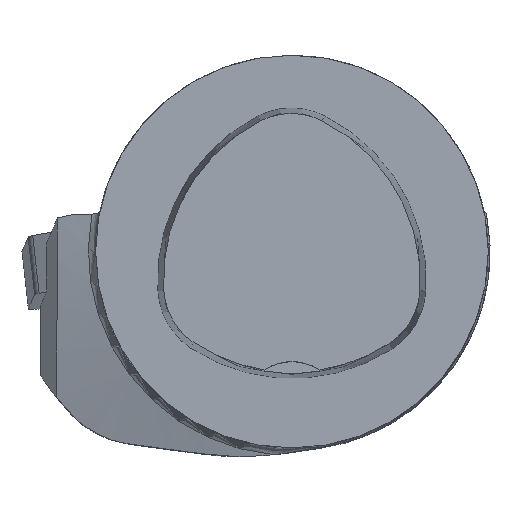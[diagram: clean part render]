
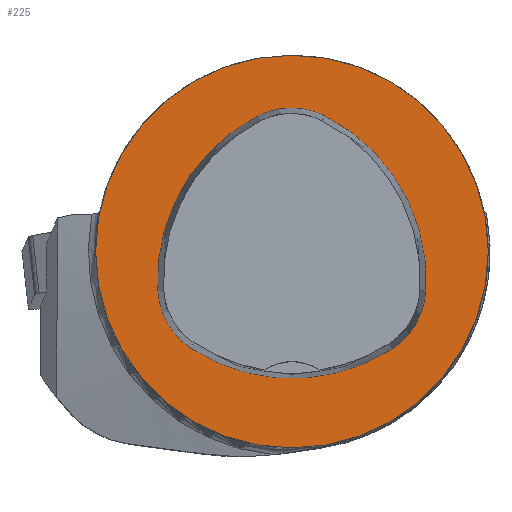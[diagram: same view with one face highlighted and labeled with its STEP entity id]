
A CAD part, top view. The second image highlights one B-rep face of the part: STEP entity #225.
In plain terms, the highlighted planar face has unit normal (0, 0, 1).
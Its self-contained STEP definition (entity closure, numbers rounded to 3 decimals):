
#225=ADVANCED_FACE('',(#454,#455),#270,.T.);
#270=PLANE('',#1298);
#454=FACE_BOUND('',#502,.T.);
#455=FACE_BOUND('',#503,.T.);
#502=EDGE_LOOP('',(#727,#728,#729,#730,#731,#732));
#503=EDGE_LOOP('',(#733));
#727=ORIENTED_EDGE('',*,*,#1064,.T.);
#728=ORIENTED_EDGE('',*,*,#1044,.T.);
#729=ORIENTED_EDGE('',*,*,#1048,.T.);
#730=ORIENTED_EDGE('',*,*,#1051,.T.);
#731=ORIENTED_EDGE('',*,*,#1054,.T.);
#732=ORIENTED_EDGE('',*,*,#1062,.T.);
#733=ORIENTED_EDGE('',*,*,#1035,.F.);
#910=VERTEX_POINT('',#2017);
#919=VERTEX_POINT('',#2036);
#920=VERTEX_POINT('',#2037);
#923=VERTEX_POINT('',#2045);
#925=VERTEX_POINT('',#2051);
#927=VERTEX_POINT('',#2057);
#934=VERTEX_POINT('',#2078);
#1035=EDGE_CURVE('',#910,#910,#1111,.T.);
#1044=EDGE_CURVE('',#919,#920,#1112,.T.);
#1048=EDGE_CURVE('',#920,#923,#1114,.T.);
#1051=EDGE_CURVE('',#923,#925,#1116,.T.);
#1054=EDGE_CURVE('',#925,#927,#1118,.T.);
#1062=EDGE_CURVE('',#927,#934,#1122,.T.);
#1064=EDGE_CURVE('',#934,#919,#1124,.T.);
#1111=CIRCLE('',#1270,16.);
#1112=CIRCLE('',#1276,15.);
#1114=CIRCLE('',#1279,6.);
#1116=CIRCLE('',#1282,15.);
#1118=CIRCLE('',#1285,6.);
#1122=CIRCLE('',#1290,15.);
#1124=CIRCLE('',#1293,6.);
#1270=AXIS2_PLACEMENT_3D('',#2016,#1501,#1502);
#1276=AXIS2_PLACEMENT_3D('',#2035,#1517,#1518);
#1279=AXIS2_PLACEMENT_3D('',#2044,#1525,#1526);
#1282=AXIS2_PLACEMENT_3D('',#2050,#1532,#1533);
#1285=AXIS2_PLACEMENT_3D('',#2056,#1539,#1540);
#1290=AXIS2_PLACEMENT_3D('',#2079,#1551,#1552);
#1293=AXIS2_PLACEMENT_3D('',#2082,#1557,#1558);
#1298=AXIS2_PLACEMENT_3D('',#2087,#1567,#1568);
#1501=DIRECTION('',(0.,0.,-1.));
#1502=DIRECTION('',(-1.,0.,0.));
#1517=DIRECTION('',(0.,0.,-1.));
#1518=DIRECTION('',(-1.,0.,0.));
#1525=DIRECTION('',(0.,0.,-1.));
#1526=DIRECTION('',(-1.,0.,0.));
#1532=DIRECTION('',(0.,0.,-1.));
#1533=DIRECTION('',(-1.,0.,0.));
#1539=DIRECTION('',(0.,0.,-1.));
#1540=DIRECTION('',(-1.,0.,0.));
#1551=DIRECTION('',(0.,0.,-1.));
#1552=DIRECTION('',(-1.,0.,0.));
#1557=DIRECTION('',(0.,0.,-1.));
#1558=DIRECTION('',(-1.,0.,0.));
#1567=DIRECTION('',(0.,0.,1.));
#1568=DIRECTION('',(1.,0.,0.));
#2016=CARTESIAN_POINT('',(0.,0.,
0.));
#2017=CARTESIAN_POINT('',(-16.,0.,0.));
#2035=CARTESIAN_POINT('',(4.048,-2.316,0.));
#2036=CARTESIAN_POINT('',(-10.926,-3.206,0.));
#2037=CARTESIAN_POINT('',(-2.774,11.043,0.));
#2044=CARTESIAN_POINT('',(-0.045,5.7,0.));
#2045=CARTESIAN_POINT('',(2.638,11.066,0.));
#2050=CARTESIAN_POINT('',(-4.07,-2.35,0.));
#2051=CARTESIAN_POINT('',(10.903,-3.249,0.));
#2056=CARTESIAN_POINT('',(4.914,-2.889,0.));
#2057=CARTESIAN_POINT('',(8.177,-7.924,0.));
#2078=CARTESIAN_POINT('',(-8.24,-7.859,0.));
#2079=CARTESIAN_POINT('',(0.019,4.663,0.));
#2082=CARTESIAN_POINT('',(-4.936,-2.85,0.));
#2087=CARTESIAN_POINT('',(0.,0.,
0.));
